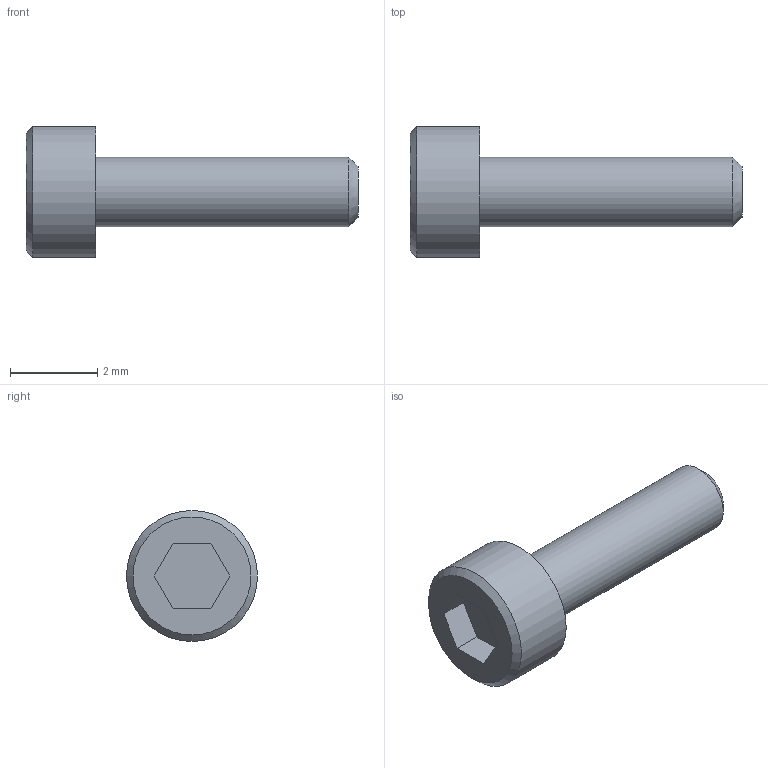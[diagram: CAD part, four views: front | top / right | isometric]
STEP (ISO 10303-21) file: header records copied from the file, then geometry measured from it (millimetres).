
FILE_DESCRIPTION(/* description */ (''),/* implementation_level */ '2;1');
FILE_NAME(/* name */ 'SNSS-M1_6-6 v1.step',/* time_stamp */ '2021-05-20T07:27:20+09:00',/* author */ (''),/* organization */ (''),/* preprocessor_version */ 'ST-DEVELOPER v18.1',/* originating_system */ 'Autodesk Translation Framework v10.6.0.1341',/* authorisation */ '');
FILE_SCHEMA (('AUTOMOTIVE_DESIGN { 1 0 10303 214 3 1 1 }'));
Length unit declared in the file: millimetre
Products named in the file (1): SNSS-M1_6-6
Bounding box: 7.6 x 3 x 3 mm (x, y, z)
Volume: 21.9 mm3; surface area: 61.2 mm2
Topology: 1 solids, 1 shells, 14 faces, 29 edges, 19 vertices
Faces by surface type: plane 10, cone 2, cylinder 2
Full cylindrical faces by diameter (mm): 1.6 x1, 3 x1
Entity records: 413 total; most frequent: DIRECTION 66, CARTESIAN_POINT 63, ORIENTED_EDGE 58, EDGE_CURVE 29, LINE 22, VECTOR 22, AXIS2_PLACEMENT_3D 22, VERTEX_POINT 19
